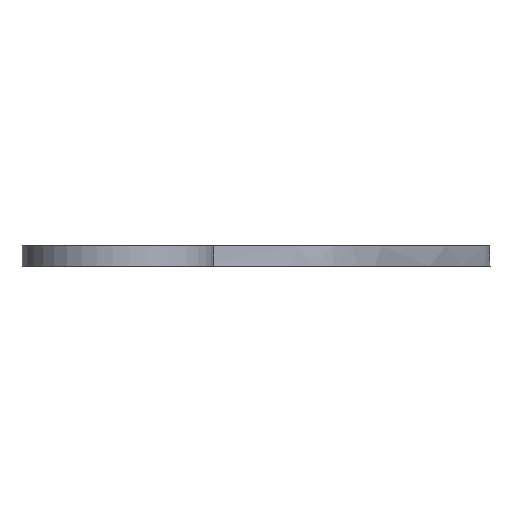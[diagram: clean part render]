
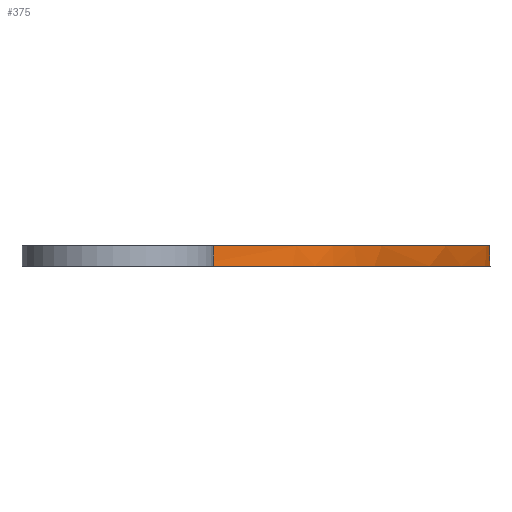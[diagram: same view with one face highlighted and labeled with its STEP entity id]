
A CAD part, left-side view. The second image highlights one B-rep face of the part: STEP entity #375.
In plain terms, the highlighted free-form (B-spline) face has degree [3, 1] with [12, 2] control points.
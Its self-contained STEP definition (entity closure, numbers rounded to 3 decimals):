
#23=B_SPLINE_SURFACE_WITH_KNOTS('',3,1,((#1075,#1076),(#1077,#1078),(#1079,
#1080),(#1081,#1082),(#1083,#1084),(#1085,#1086),(#1087,#1088),(#1089,#1090),
(#1091,#1092),(#1093,#1094),(#1095,#1096),(#1097,#1098)),.UNSPECIFIED.,
 .F.,.F.,.F.,(4,1,1,1,1,1,1,1,1,4),(2,2),(0.,1.917,3.834,
7.667,11.334,15.,16.212,17.423,
18.325,19.227),(0.,0.901),.UNSPECIFIED.);
#44=FACE_OUTER_BOUND('',#74,.T.);
#74=EDGE_LOOP('',(#302,#303,#304,#305));
#98=LINE('',#1073,#122);
#100=LINE('',#1099,#124);
#122=VECTOR('',#475,10.);
#124=VECTOR('',#477,10.);
#157=B_SPLINE_CURVE_WITH_KNOTS('',3,(#596,#597,#598,#599,#600,#601,#602,
#603,#604,#605,#606,#607,#608,#609,#610,#611,#612,#613,#614,#615,#616,#617,
#618,#619,#620,#621,#622,#623),.UNSPECIFIED.,.F.,.F.,(4,3,3,3,3,3,3,3,3,
4),(-14.725,-14.034,-13.343,-12.416,
-11.488,-8.68,-5.872,-2.936,
-1.468,0.),.UNSPECIFIED.);
#160=B_SPLINE_CURVE_WITH_KNOTS('',3,(#769,#770,#771,#772,#773,#774,#775,
#776,#777,#778,#779,#780,#781,#782,#783,#784,#785,#786,#787,#788,#789,#790,
#791,#792,#793,#794,#795,#796),.UNSPECIFIED.,.F.,.F.,(4,3,3,3,3,3,3,3,3,
4),(-23.465,-21.126,-18.786,-14.107,
-9.633,-5.158,-3.679,-2.201,
-1.1,0.),.UNSPECIFIED.);
#178=VERTEX_POINT('',#593);
#179=VERTEX_POINT('',#595);
#186=VERTEX_POINT('',#767);
#187=VERTEX_POINT('',#768);
#214=EDGE_CURVE('',#179,#178,#157,.T.);
#222=EDGE_CURVE('',#186,#187,#160,.T.);
#242=EDGE_CURVE('',#187,#179,#98,.T.);
#244=EDGE_CURVE('',#186,#178,#100,.T.);
#302=ORIENTED_EDGE('',*,*,#214,.T.);
#303=ORIENTED_EDGE('',*,*,#244,.F.);
#304=ORIENTED_EDGE('',*,*,#222,.T.);
#305=ORIENTED_EDGE('',*,*,#242,.T.);
#375=ADVANCED_FACE('',(#44),#23,.T.);
#475=DIRECTION('',(0.,0.,-1.));
#477=DIRECTION('',(0.,0.,-1.));
#593=CARTESIAN_POINT('',(199.023,2.631,0.));
#595=CARTESIAN_POINT('',(47.018,93.894,0.));
#596=CARTESIAN_POINT('Ctrl Pts',(47.018,93.894,0.));
#597=CARTESIAN_POINT('Ctrl Pts',(49.242,95.426,0.));
#598=CARTESIAN_POINT('Ctrl Pts',(52.341,96.438,0.));
#599=CARTESIAN_POINT('Ctrl Pts',(55.303,97.7,0.));
#600=CARTESIAN_POINT('Ctrl Pts',(58.265,98.963,0.));
#601=CARTESIAN_POINT('Ctrl Pts',(61.092,100.475,0.));
#602=CARTESIAN_POINT('Ctrl Pts',(63.544,99.981,0.));
#603=CARTESIAN_POINT('Ctrl Pts',(66.838,99.316,0.));
#604=CARTESIAN_POINT('Ctrl Pts',(69.455,95.027,0.));
#605=CARTESIAN_POINT('Ctrl Pts',(71.673,91.215,0.));
#606=CARTESIAN_POINT('Ctrl Pts',(73.891,87.403,0.));
#607=CARTESIAN_POINT('Ctrl Pts',(75.71,84.068,0.));
#608=CARTESIAN_POINT('Ctrl Pts',(77.556,80.617,0.));
#609=CARTESIAN_POINT('Ctrl Pts',(83.143,70.176,0.));
#610=CARTESIAN_POINT('Ctrl Pts',(88.975,58.684,0.));
#611=CARTESIAN_POINT('Ctrl Pts',(97.406,50.031,0.));
#612=CARTESIAN_POINT('Ctrl Pts',(105.838,41.378,0.));
#613=CARTESIAN_POINT('Ctrl Pts',(116.869,35.563,0.));
#614=CARTESIAN_POINT('Ctrl Pts',(127.829,29.787,0.));
#615=CARTESIAN_POINT('Ctrl Pts',(139.289,23.747,0.));
#616=CARTESIAN_POINT('Ctrl Pts',(150.671,17.749,0.));
#617=CARTESIAN_POINT('Ctrl Pts',(162.317,13.099,0.));
#618=CARTESIAN_POINT('Ctrl Pts',(168.14,10.775,0.));
#619=CARTESIAN_POINT('Ctrl Pts',(174.028,8.787,0.));
#620=CARTESIAN_POINT('Ctrl Pts',(180.283,6.511,0.));
#621=CARTESIAN_POINT('Ctrl Pts',(186.538,4.235,0.));
#622=CARTESIAN_POINT('Ctrl Pts',(193.159,1.671,0.));
#623=CARTESIAN_POINT('Ctrl Pts',(199.023,2.631,0.));
#767=CARTESIAN_POINT('',(199.023,2.631,6.3));
#768=CARTESIAN_POINT('',(47.018,93.894,6.3));
#769=CARTESIAN_POINT('Ctrl Pts',(199.023,2.631,6.3));
#770=CARTESIAN_POINT('Ctrl Pts',(193.159,1.671,6.3));
#771=CARTESIAN_POINT('Ctrl Pts',(186.538,4.235,6.3));
#772=CARTESIAN_POINT('Ctrl Pts',(180.283,6.511,6.3));
#773=CARTESIAN_POINT('Ctrl Pts',(174.028,8.787,6.3));
#774=CARTESIAN_POINT('Ctrl Pts',(168.14,10.775,6.3));
#775=CARTESIAN_POINT('Ctrl Pts',(162.317,13.099,6.3));
#776=CARTESIAN_POINT('Ctrl Pts',(150.671,17.749,6.3));
#777=CARTESIAN_POINT('Ctrl Pts',(139.289,23.747,6.3));
#778=CARTESIAN_POINT('Ctrl Pts',(127.829,29.787,6.3));
#779=CARTESIAN_POINT('Ctrl Pts',(116.869,35.563,6.3));
#780=CARTESIAN_POINT('Ctrl Pts',(105.838,41.378,6.3));
#781=CARTESIAN_POINT('Ctrl Pts',(97.406,50.031,6.3));
#782=CARTESIAN_POINT('Ctrl Pts',(88.975,58.684,6.3));
#783=CARTESIAN_POINT('Ctrl Pts',(83.143,70.176,6.3));
#784=CARTESIAN_POINT('Ctrl Pts',(77.556,80.617,6.3));
#785=CARTESIAN_POINT('Ctrl Pts',(75.71,84.068,6.3));
#786=CARTESIAN_POINT('Ctrl Pts',(73.891,87.403,6.3));
#787=CARTESIAN_POINT('Ctrl Pts',(71.673,91.215,6.3));
#788=CARTESIAN_POINT('Ctrl Pts',(69.455,95.027,6.3));
#789=CARTESIAN_POINT('Ctrl Pts',(66.838,99.316,6.3));
#790=CARTESIAN_POINT('Ctrl Pts',(63.544,99.981,6.3));
#791=CARTESIAN_POINT('Ctrl Pts',(61.092,100.475,6.3));
#792=CARTESIAN_POINT('Ctrl Pts',(58.265,98.963,6.3));
#793=CARTESIAN_POINT('Ctrl Pts',(55.303,97.7,6.3));
#794=CARTESIAN_POINT('Ctrl Pts',(52.341,96.438,6.3));
#795=CARTESIAN_POINT('Ctrl Pts',(49.242,95.426,6.3));
#796=CARTESIAN_POINT('Ctrl Pts',(47.018,93.894,6.3));
#1073=CARTESIAN_POINT('',(47.018,93.894,7.656));
#1075=CARTESIAN_POINT('Ctrl Pts',(199.023,2.631,7.656));
#1076=CARTESIAN_POINT('Ctrl Pts',(199.023,2.631,-1.356));
#1077=CARTESIAN_POINT('Ctrl Pts',(193.159,1.671,7.656));
#1078=CARTESIAN_POINT('Ctrl Pts',(193.159,1.671,-1.356));
#1079=CARTESIAN_POINT('Ctrl Pts',(179.917,6.799,7.656));
#1080=CARTESIAN_POINT('Ctrl Pts',(179.917,6.799,-1.356));
#1081=CARTESIAN_POINT('Ctrl Pts',(156.362,14.75,7.656));
#1082=CARTESIAN_POINT('Ctrl Pts',(156.362,14.75,-1.356));
#1083=CARTESIAN_POINT('Ctrl Pts',(128.403,29.484,7.656));
#1084=CARTESIAN_POINT('Ctrl Pts',(128.403,29.484,-1.356));
#1085=CARTESIAN_POINT('Ctrl Pts',(94.807,47.192,7.656));
#1086=CARTESIAN_POINT('Ctrl Pts',(94.807,47.192,-1.356));
#1087=CARTESIAN_POINT('Ctrl Pts',(81.216,73.973,7.656));
#1088=CARTESIAN_POINT('Ctrl Pts',(81.216,73.973,-1.356));
#1089=CARTESIAN_POINT('Ctrl Pts',(72.072,90.739,7.656));
#1090=CARTESIAN_POINT('Ctrl Pts',(72.072,90.739,-1.356));
#1091=CARTESIAN_POINT('Ctrl Pts',(64.89,102.508,7.656));
#1092=CARTESIAN_POINT('Ctrl Pts',(64.89,102.508,-1.356));
#1093=CARTESIAN_POINT('Ctrl Pts',(55.439,97.45,7.656));
#1094=CARTESIAN_POINT('Ctrl Pts',(55.439,97.45,-1.356));
#1095=CARTESIAN_POINT('Ctrl Pts',(49.242,95.426,7.656));
#1096=CARTESIAN_POINT('Ctrl Pts',(49.242,95.426,-1.356));
#1097=CARTESIAN_POINT('Ctrl Pts',(47.018,93.894,7.656));
#1098=CARTESIAN_POINT('Ctrl Pts',(47.018,93.894,-1.356));
#1099=CARTESIAN_POINT('',(199.023,2.631,7.656));
